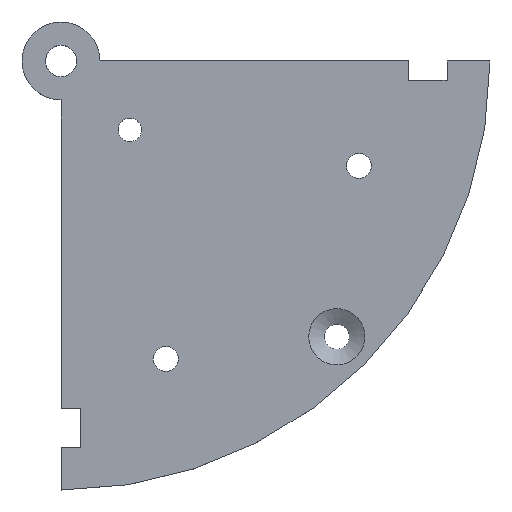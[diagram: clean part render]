
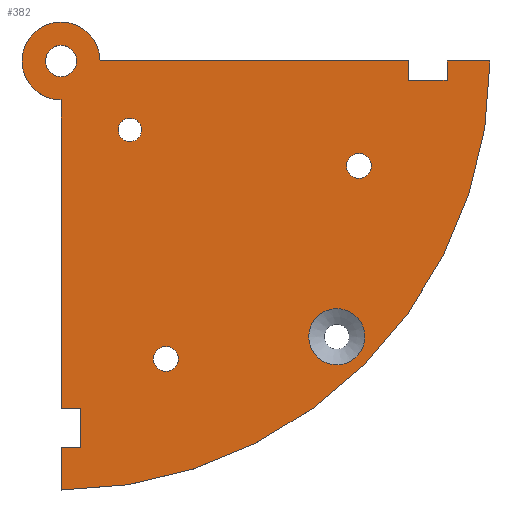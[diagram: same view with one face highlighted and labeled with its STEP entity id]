
A CAD part, top view. The second image highlights one B-rep face of the part: STEP entity #382.
In plain terms, the highlighted planar face has unit normal (0, 0, 1).
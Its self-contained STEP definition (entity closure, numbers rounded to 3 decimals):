
#15=FACE_BOUND('',#67,.T.);
#16=FACE_BOUND('',#68,.T.);
#17=FACE_BOUND('',#69,.T.);
#18=FACE_BOUND('',#70,.T.);
#19=FACE_BOUND('',#71,.T.);
#25=PLANE('',#419);
#46=FACE_OUTER_BOUND('',#66,.T.);
#66=EDGE_LOOP('',(#281,#282,#283,#284,#285,#286,#287,#288,#289,#290,#291,
#292));
#67=EDGE_LOOP('',(#293));
#68=EDGE_LOOP('',(#294));
#69=EDGE_LOOP('',(#295));
#70=EDGE_LOOP('',(#296));
#71=EDGE_LOOP('',(#297));
#96=LINE('',#573,#134);
#97=LINE('',#575,#135);
#98=LINE('',#579,#136);
#99=LINE('',#581,#137);
#100=LINE('',#583,#138);
#101=LINE('',#585,#139);
#102=LINE('',#587,#140);
#103=LINE('',#591,#141);
#104=LINE('',#593,#142);
#105=LINE('',#594,#143);
#134=VECTOR('',#465,10.);
#135=VECTOR('',#466,10.);
#136=VECTOR('',#469,10.);
#137=VECTOR('',#470,10.);
#138=VECTOR('',#471,10.);
#139=VECTOR('',#472,10.);
#140=VECTOR('',#473,10.);
#141=VECTOR('',#476,10.);
#142=VECTOR('',#477,10.);
#143=VECTOR('',#478,10.);
#170=CIRCLE('',#415,3.6);
#173=CIRCLE('',#420,5.);
#174=CIRCLE('',#421,55.);
#175=CIRCLE('',#422,2.);
#176=CIRCLE('',#423,1.6);
#177=CIRCLE('',#424,1.5);
#178=CIRCLE('',#425,1.6);
#185=VERTEX_POINT('',#561);
#188=VERTEX_POINT('',#571);
#189=VERTEX_POINT('',#572);
#190=VERTEX_POINT('',#574);
#191=VERTEX_POINT('',#576);
#192=VERTEX_POINT('',#578);
#193=VERTEX_POINT('',#580);
#194=VERTEX_POINT('',#582);
#195=VERTEX_POINT('',#584);
#196=VERTEX_POINT('',#586);
#197=VERTEX_POINT('',#588);
#198=VERTEX_POINT('',#590);
#199=VERTEX_POINT('',#592);
#200=VERTEX_POINT('',#595);
#201=VERTEX_POINT('',#597);
#202=VERTEX_POINT('',#599);
#203=VERTEX_POINT('',#601);
#220=EDGE_CURVE('',#185,#185,#170,.T.);
#225=EDGE_CURVE('',#188,#189,#96,.T.);
#226=EDGE_CURVE('',#189,#190,#97,.T.);
#227=EDGE_CURVE('',#190,#191,#173,.T.);
#228=EDGE_CURVE('',#191,#192,#98,.T.);
#229=EDGE_CURVE('',#192,#193,#99,.T.);
#230=EDGE_CURVE('',#193,#194,#100,.T.);
#231=EDGE_CURVE('',#194,#195,#101,.T.);
#232=EDGE_CURVE('',#195,#196,#102,.T.);
#233=EDGE_CURVE('',#196,#197,#174,.T.);
#234=EDGE_CURVE('',#197,#198,#103,.T.);
#235=EDGE_CURVE('',#198,#199,#104,.T.);
#236=EDGE_CURVE('',#199,#188,#105,.T.);
#237=EDGE_CURVE('',#200,#200,#175,.T.);
#238=EDGE_CURVE('',#201,#201,#176,.T.);
#239=EDGE_CURVE('',#202,#202,#177,.T.);
#240=EDGE_CURVE('',#203,#203,#178,.T.);
#281=ORIENTED_EDGE('',*,*,#225,.T.);
#282=ORIENTED_EDGE('',*,*,#226,.T.);
#283=ORIENTED_EDGE('',*,*,#227,.T.);
#284=ORIENTED_EDGE('',*,*,#228,.T.);
#285=ORIENTED_EDGE('',*,*,#229,.T.);
#286=ORIENTED_EDGE('',*,*,#230,.T.);
#287=ORIENTED_EDGE('',*,*,#231,.T.);
#288=ORIENTED_EDGE('',*,*,#232,.T.);
#289=ORIENTED_EDGE('',*,*,#233,.T.);
#290=ORIENTED_EDGE('',*,*,#234,.T.);
#291=ORIENTED_EDGE('',*,*,#235,.T.);
#292=ORIENTED_EDGE('',*,*,#236,.T.);
#293=ORIENTED_EDGE('',*,*,#237,.T.);
#294=ORIENTED_EDGE('',*,*,#238,.T.);
#295=ORIENTED_EDGE('',*,*,#239,.T.);
#296=ORIENTED_EDGE('',*,*,#240,.T.);
#297=ORIENTED_EDGE('',*,*,#220,.F.);
#382=ADVANCED_FACE('',(#46,#15,#16,#17,#18,#19),#25,.T.);
#415=AXIS2_PLACEMENT_3D('',#562,#453,#454);
#419=AXIS2_PLACEMENT_3D('',#570,#463,#464);
#420=AXIS2_PLACEMENT_3D('',#577,#467,#468);
#421=AXIS2_PLACEMENT_3D('',#589,#474,#475);
#422=AXIS2_PLACEMENT_3D('',#596,#479,#480);
#423=AXIS2_PLACEMENT_3D('',#598,#481,#482);
#424=AXIS2_PLACEMENT_3D('',#600,#483,#484);
#425=AXIS2_PLACEMENT_3D('',#602,#485,#486);
#453=DIRECTION('center_axis',(0.,0.,1.));
#454=DIRECTION('ref_axis',(1.,0.,0.));
#463=DIRECTION('center_axis',(0.,0.,1.));
#464=DIRECTION('ref_axis',(1.,0.,0.));
#465=DIRECTION('',(0.,1.,0.));
#466=DIRECTION('',(-1.,0.,0.));
#467=DIRECTION('center_axis',(0.,0.,1.));
#468=DIRECTION('ref_axis',(1.,0.,0.));
#469=DIRECTION('',(0.,-1.,0.));
#470=DIRECTION('',(1.,0.,0.));
#471=DIRECTION('',(0.,-1.,0.));
#472=DIRECTION('',(-1.,0.,0.));
#473=DIRECTION('',(0.,-1.,0.));
#474=DIRECTION('center_axis',(0.,0.,1.));
#475=DIRECTION('ref_axis',(0.,-1.,0.));
#476=DIRECTION('',(-1.,0.,0.));
#477=DIRECTION('',(0.,-1.,0.));
#478=DIRECTION('',(-1.,0.,0.));
#479=DIRECTION('center_axis',(0.,0.,-1.));
#480=DIRECTION('ref_axis',(1.,0.,0.));
#481=DIRECTION('center_axis',(0.,0.,-1.));
#482=DIRECTION('ref_axis',(1.,0.,0.));
#483=DIRECTION('center_axis',(0.,0.,-1.));
#484=DIRECTION('ref_axis',(1.,0.,0.));
#485=DIRECTION('center_axis',(0.,0.,-1.));
#486=DIRECTION('ref_axis',(1.,0.,0.));
#561=CARTESIAN_POINT('',(31.755,-35.355,2.));
#562=CARTESIAN_POINT('Origin',(35.355,-35.355,2.));
#570=CARTESIAN_POINT('Origin',(25.,-25.,2.));
#571=CARTESIAN_POINT('',(44.5,-2.5,2.));
#572=CARTESIAN_POINT('',(44.5,0.,2.));
#573=CARTESIAN_POINT('',(44.5,-12.5,2.));
#574=CARTESIAN_POINT('',(5.,0.,2.));
#575=CARTESIAN_POINT('',(0.,0.,2.));
#576=CARTESIAN_POINT('',(0.,-5.,2.));
#577=CARTESIAN_POINT('Origin',(0.,0.,2.));
#578=CARTESIAN_POINT('',(0.,-44.5,2.));
#579=CARTESIAN_POINT('',(0.,0.,2.));
#580=CARTESIAN_POINT('',(2.5,-44.5,2.));
#581=CARTESIAN_POINT('',(13.75,-44.5,2.));
#582=CARTESIAN_POINT('',(2.5,-49.5,2.));
#583=CARTESIAN_POINT('',(2.5,-37.25,2.));
#584=CARTESIAN_POINT('',(0.,-49.5,2.));
#585=CARTESIAN_POINT('',(12.5,-49.5,2.));
#586=CARTESIAN_POINT('',(0.,-55.,2.));
#587=CARTESIAN_POINT('',(0.,0.,2.));
#588=CARTESIAN_POINT('',(55.,0.,2.));
#589=CARTESIAN_POINT('Origin',(0.,0.,2.));
#590=CARTESIAN_POINT('',(49.5,0.,2.));
#591=CARTESIAN_POINT('',(0.,0.,2.));
#592=CARTESIAN_POINT('',(49.5,-2.5,2.));
#593=CARTESIAN_POINT('',(49.5,-13.75,2.));
#594=CARTESIAN_POINT('',(34.75,-2.5,2.));
#595=CARTESIAN_POINT('',(-2.,0.,2.));
#596=CARTESIAN_POINT('Origin',(0.,0.,2.));
#597=CARTESIAN_POINT('',(36.6,-13.451,2.));
#598=CARTESIAN_POINT('Origin',(38.2,-13.451,2.));
#599=CARTESIAN_POINT('',(7.339,-8.839,2.));
#600=CARTESIAN_POINT('Origin',(8.839,-8.839,2.));
#601=CARTESIAN_POINT('',(11.851,-38.2,2.));
#602=CARTESIAN_POINT('Origin',(13.451,-38.2,2.));
